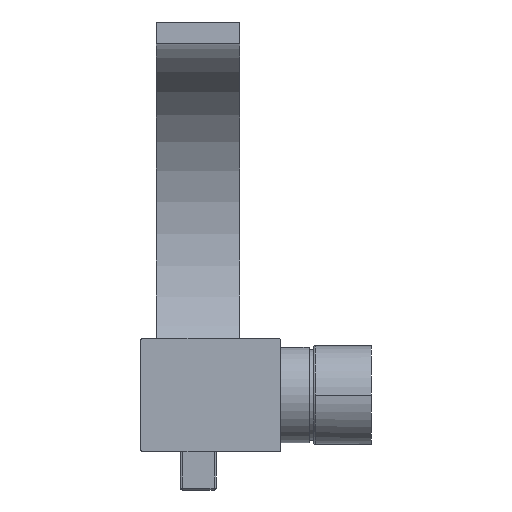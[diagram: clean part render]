
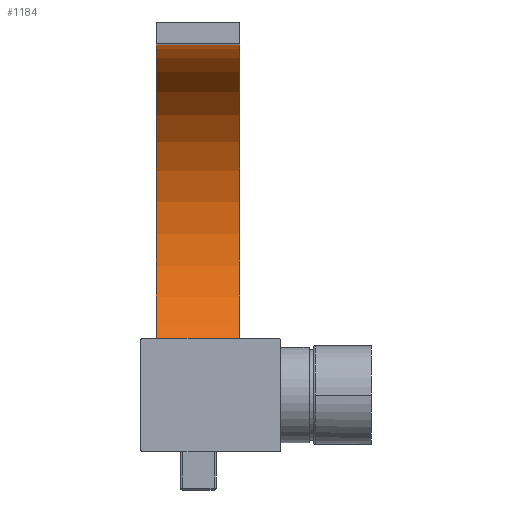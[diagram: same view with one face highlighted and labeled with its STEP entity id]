
A CAD part, front view. The second image highlights one B-rep face of the part: STEP entity #1184.
In plain terms, the highlighted cylindrical face has radius 78 mm (diameter 156 mm), a partial arc.
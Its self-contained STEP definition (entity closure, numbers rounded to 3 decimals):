
#7 = ORIENTED_EDGE ( 'NONE', *, *, #1379, .T. ) ;
#41 = VECTOR ( 'NONE', #2125, 1000. ) ;
#68 = ORIENTED_EDGE ( 'NONE', *, *, #2903, .T. ) ;
#115 = EDGE_CURVE ( 'NONE', #332, #2324, #714, .T. ) ;
#167 = DIRECTION ( 'NONE',  ( 1., 0., 0. ) ) ;
#220 = ORIENTED_EDGE ( 'NONE', *, *, #115, .F. ) ;
#224 = DIRECTION ( 'NONE',  ( 1., 0., 0. ) ) ;
#332 = VERTEX_POINT ( 'NONE', #3142 ) ;
#340 = CIRCLE ( 'NONE', #2067, 78. ) ;
#642 = EDGE_LOOP ( 'NONE', ( #68, #7, #220, #2898 ) ) ;
#656 = CARTESIAN_POINT ( 'NONE',  ( -17.5, 183.722, 160.452 ) ) ;
#709 = CARTESIAN_POINT ( 'NONE',  ( 17.5, 181., 4.5 ) ) ;
#714 = LINE ( 'NONE', #656, #41 ) ;
#734 = VECTOR ( 'NONE', #2167, 1000. ) ;
#805 = VERTEX_POINT ( 'NONE', #709 ) ;
#823 = FACE_OUTER_BOUND ( 'NONE', #642, .T. ) ;
#1158 = AXIS2_PLACEMENT_3D ( 'NONE', #1642, #167, #1893 ) ;
#1184 = ADVANCED_FACE ( 'NONE', ( #823 ), #3189, .F. ) ;
#1379 = EDGE_CURVE ( 'NONE', #805, #2324, #2878, .T. ) ;
#1492 = VERTEX_POINT ( 'NONE', #2902 ) ;
#1589 = DIRECTION ( 'NONE',  ( 1., 0., 0. ) ) ;
#1642 = CARTESIAN_POINT ( 'NONE',  ( 17.5, 181., 82.5 ) ) ;
#1697 = CARTESIAN_POINT ( 'NONE',  ( -17.5, 181., 82.5 ) ) ;
#1893 = DIRECTION ( 'NONE',  ( 0., 0., -1. ) ) ;
#1906 = CARTESIAN_POINT ( 'NONE',  ( 17.5, 183.722, 160.452 ) ) ;
#1954 = DIRECTION ( 'NONE',  ( 0., 0., -1. ) ) ;
#2067 = AXIS2_PLACEMENT_3D ( 'NONE', #1697, #224, #1954 ) ;
#2071 = DIRECTION ( 'NONE',  ( 0., 0., -1. ) ) ;
#2125 = DIRECTION ( 'NONE',  ( 1., 0., 0. ) ) ;
#2167 = DIRECTION ( 'NONE',  ( 1., 0., 0. ) ) ;
#2324 = VERTEX_POINT ( 'NONE', #1906 ) ;
#2409 = CARTESIAN_POINT ( 'NONE',  ( -17.5, 181., 4.5 ) ) ;
#2841 = AXIS2_PLACEMENT_3D ( 'NONE', #3043, #1589, #2071 ) ;
#2878 = CIRCLE ( 'NONE', #1158, 78. ) ;
#2898 = ORIENTED_EDGE ( 'NONE', *, *, #3003, .F. ) ;
#2902 = CARTESIAN_POINT ( 'NONE',  ( -17.5, 181., 4.5 ) ) ;
#2903 = EDGE_CURVE ( 'NONE', #1492, #805, #3012, .T. ) ;
#3003 = EDGE_CURVE ( 'NONE', #1492, #332, #340, .T. ) ;
#3012 = LINE ( 'NONE', #2409, #734 ) ;
#3043 = CARTESIAN_POINT ( 'NONE',  ( 0., 181., 82.5 ) ) ;
#3142 = CARTESIAN_POINT ( 'NONE',  ( -17.5, 183.722, 160.452 ) ) ;
#3189 = CYLINDRICAL_SURFACE ( 'NONE', #2841, 78. ) ;
